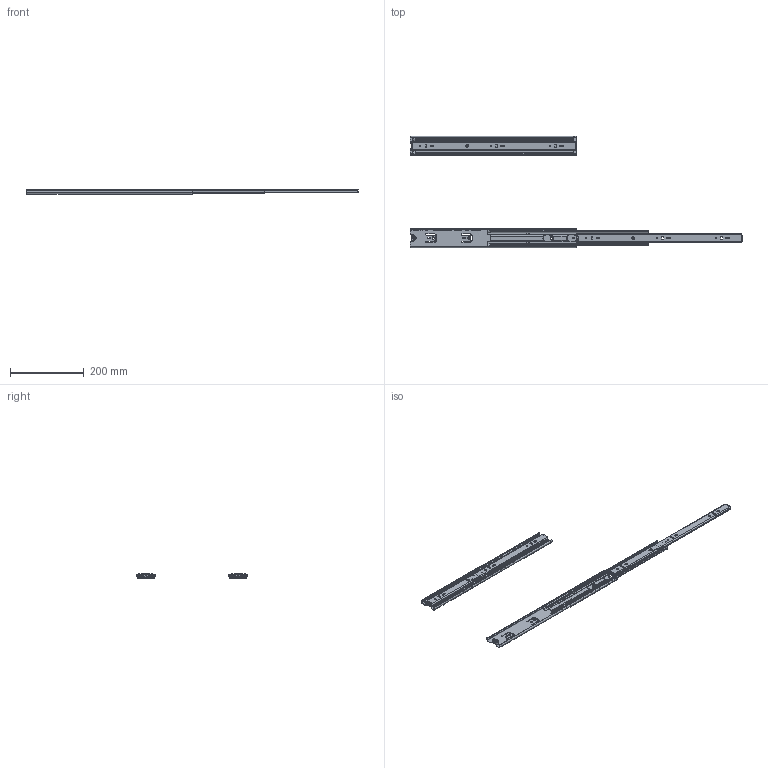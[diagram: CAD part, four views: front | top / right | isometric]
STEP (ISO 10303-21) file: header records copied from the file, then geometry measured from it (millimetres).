
FILE_DESCRIPTION(/* description */ (''),/* implementation_level */ '2;1');
FILE_NAME(/* name */ 'DZ3932-0045.stp',/* time_stamp */ '2021-12-03T12:35:27+00:00',/* author */ ('kchown'),/* organization */ (''),/* preprocessor_version */ 'ST-DEVELOPER v18',/* originating_system */ 'Autodesk Inventor 2020',/* authorisation */ '');
FILE_SCHEMA (('AUTOMOTIVE_DESIGN { 1 0 10303 214 3 1 1 }'));
Products named in the file (35): Accuride_3932-18; Accuride_3932-18_1; Accuride_3932-18_1_1; Accuride_3932-18_2; Accuride_3932-18_3; Accuride_3932-18_4; Accuride_3932-18_5; Accuride_3932-18_6; Accuride_3932-18_7; Accuride_3932-18_8; Accuride_3932-18_9; Accuride_3932-18_10; Accuride_3932-18_11; Accuride_3932-18_12; Accuride_3932-18_13; Accuride_3932-18_14; Accuride_3932-18_15; Accuride_3932-18_16; Accuride_3932-18_17; Accuride_3932-18_18; Accuride_3932-18_19; Accuride_3932-18_20; Accuride_3932-18_21; Accuride_3932-18_22; Accuride_3932-18_23; Accuride_3932-18_24; Accuride_3932-18_25; Accuride_3932-18_26; Accuride_3932-18_27; Accuride_3932-18_28; Accuride_3932-18_29; Accuride_3932-18_30; Accuride_3932-18_31; Accuride_3932-18_32; Accuride_3932-18_33
Assembly tree (34 placements, depth 2):
  Accuride_3932-18
    Accuride_3932-18_1
    Accuride_3932-18_1_1
    Accuride_3932-18_2
    Accuride_3932-18_3
    Accuride_3932-18_4
    Accuride_3932-18_5
    Accuride_3932-18_6
    Accuride_3932-18_7
    Accuride_3932-18_8
    Accuride_3932-18_9
    Accuride_3932-18_10
    Accuride_3932-18_11
    Accuride_3932-18_12
    Accuride_3932-18_13
    Accuride_3932-18_14
    Accuride_3932-18_15
    Accuride_3932-18_16
    Accuride_3932-18_17
    Accuride_3932-18_18
    Accuride_3932-18_19
    Accuride_3932-18_20
    Accuride_3932-18_21
    Accuride_3932-18_22
    Accuride_3932-18_23
    Accuride_3932-18_24
    Accuride_3932-18_25
    Accuride_3932-18_26
    Accuride_3932-18_27
    Accuride_3932-18_28
    Accuride_3932-18_29
    Accuride_3932-18_30
    Accuride_3932-18_31
    Accuride_3932-18_32
    Accuride_3932-18_33
Bounding box: 899.97 x 301.26 x 12.7 mm (x, y, z)
Volume: 269833.7 mm3; surface area: 367279.3 mm2
Topology: 34 solids, 34 shells, 1654 faces, 5584 edges, 3720 vertices
Faces by surface type: cylinder 840, plane 722, bspline 88, sphere 4
Full cylindrical faces by diameter (mm): 4.2 x4, 4.4 x6, 4.5 x4, 5.6 x76, 5.7 x2, 6.2 x10, 7.5 x2, 8.5 x2
Entity records: 97413 total; most frequent: CARTESIAN_POINT 46631, ORIENTED_EDGE 11168, DIRECTION 9846, EDGE_CURVE 5584, VERTEX_POINT 3720, AXIS2_PLACEMENT_3D 3389, LINE 3068, VECTOR 3068
